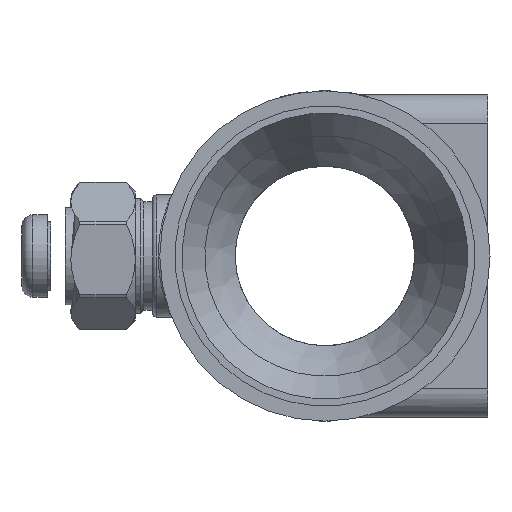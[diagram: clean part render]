
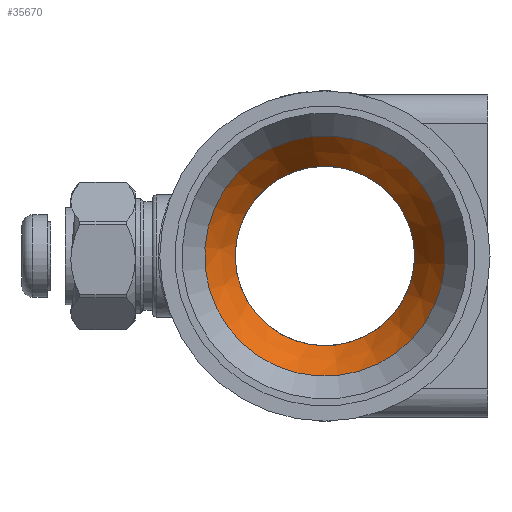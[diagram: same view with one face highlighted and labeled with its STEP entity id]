
A CAD part, left-side view. The second image highlights one B-rep face of the part: STEP entity #35670.
In plain terms, the highlighted conical face has half-angle 30 degrees and reference radius 25 mm.
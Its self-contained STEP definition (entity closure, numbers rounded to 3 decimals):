
#4568=CONICAL_SURFACE('',#40354,25.,0.524);
#6143=FACE_OUTER_BOUND('',#8322,.T.);
#8322=EDGE_LOOP('',(#29473,#29474,#29475,#29476,#29477,#29478));
#9902=LINE('',#62408,#11436);
#11436=VECTOR('',#50483,25.);
#12486=CIRCLE('',#40355,25.);
#12487=CIRCLE('',#40356,25.);
#12488=CIRCLE('',#40357,33.5);
#12489=CIRCLE('',#40358,33.5);
#15444=VERTEX_POINT('',#62403);
#15445=VERTEX_POINT('',#62404);
#15446=VERTEX_POINT('',#62407);
#15447=VERTEX_POINT('',#62409);
#20252=EDGE_CURVE('',#15444,#15445,#12486,.T.);
#20253=EDGE_CURVE('',#15445,#15444,#12487,.T.);
#20254=EDGE_CURVE('',#15444,#15446,#9902,.T.);
#20255=EDGE_CURVE('',#15447,#15446,#12488,.T.);
#20256=EDGE_CURVE('',#15446,#15447,#12489,.T.);
#29473=ORIENTED_EDGE('',*,*,#20252,.T.);
#29474=ORIENTED_EDGE('',*,*,#20253,.T.);
#29475=ORIENTED_EDGE('',*,*,#20254,.T.);
#29476=ORIENTED_EDGE('',*,*,#20255,.F.);
#29477=ORIENTED_EDGE('',*,*,#20256,.F.);
#29478=ORIENTED_EDGE('',*,*,#20254,.F.);
#35670=ADVANCED_FACE('',(#6143),#4568,.F.);
#40354=AXIS2_PLACEMENT_3D('',#62402,#50477,#50478);
#40355=AXIS2_PLACEMENT_3D('',#62405,#50479,#50480);
#40356=AXIS2_PLACEMENT_3D('',#62406,#50481,#50482);
#40357=AXIS2_PLACEMENT_3D('',#62410,#50484,#50485);
#40358=AXIS2_PLACEMENT_3D('',#62411,#50486,#50487);
#50477=DIRECTION('center_axis',(-1.,0.,0.));
#50478=DIRECTION('ref_axis',(0.,0.106,0.994));
#50479=DIRECTION('center_axis',(1.,0.,0.));
#50480=DIRECTION('ref_axis',(0.,-0.106,-0.994));
#50481=DIRECTION('center_axis',(1.,0.,0.));
#50482=DIRECTION('ref_axis',(0.,-0.106,-0.994));
#50483=DIRECTION('',(-0.866,-0.053,-0.497));
#50484=DIRECTION('center_axis',(1.,0.,0.));
#50485=DIRECTION('ref_axis',(0.,-0.106,-0.994));
#50486=DIRECTION('center_axis',(1.,0.,0.));
#50487=DIRECTION('ref_axis',(0.,-0.106,-0.994));
#62402=CARTESIAN_POINT('Origin',(46.883,37.78,51.044));
#62403=CARTESIAN_POINT('',(46.883,35.142,26.183));
#62404=CARTESIAN_POINT('',(46.883,37.78,26.044));
#62405=CARTESIAN_POINT('Origin',(46.883,37.78,51.044));
#62406=CARTESIAN_POINT('Origin',(46.883,37.78,51.044));
#62407=CARTESIAN_POINT('',(32.16,34.245,17.731));
#62408=CARTESIAN_POINT('',(46.883,35.142,26.183));
#62409=CARTESIAN_POINT('',(32.16,41.315,84.357));
#62410=CARTESIAN_POINT('Origin',(32.16,37.78,51.044));
#62411=CARTESIAN_POINT('Origin',(32.16,37.78,51.044));
